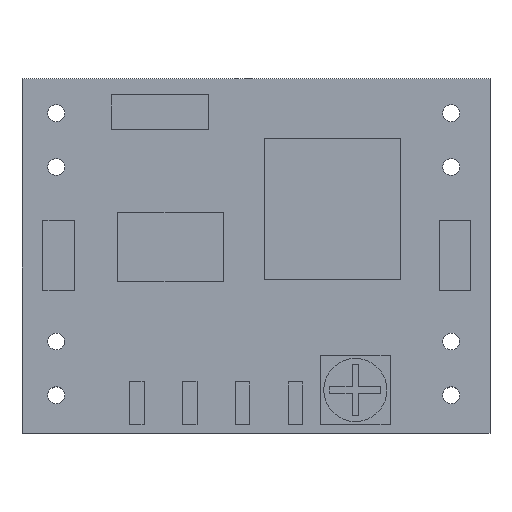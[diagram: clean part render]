
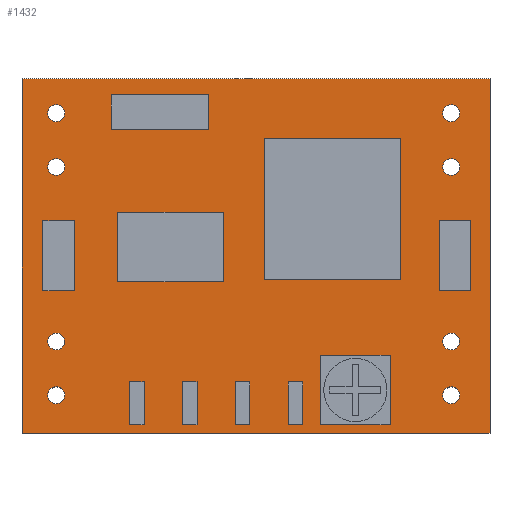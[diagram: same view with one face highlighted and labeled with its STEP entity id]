
A CAD part, top view. The second image highlights one B-rep face of the part: STEP entity #1432.
In plain terms, the highlighted planar face has unit normal (0, 0, 1).
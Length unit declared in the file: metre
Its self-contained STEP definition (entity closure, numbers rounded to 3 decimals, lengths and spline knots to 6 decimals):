
#10=CIRCLE('',#1643,0.0004);
#12=CIRCLE('',#1646,0.0004);
#14=CIRCLE('',#1649,0.0004);
#16=CIRCLE('',#1652,0.0004);
#18=CIRCLE('',#1655,0.0004);
#20=CIRCLE('',#1658,0.0004);
#22=CIRCLE('',#1661,0.0004);
#24=CIRCLE('',#1665,0.0004);
#188=ORIENTED_EDGE('',*,*,#482,.F.);
#189=ORIENTED_EDGE('',*,*,#486,.T.);
#190=ORIENTED_EDGE('',*,*,#489,.T.);
#191=ORIENTED_EDGE('',*,*,#505,.F.);
#192=ORIENTED_EDGE('',*,*,#502,.F.);
#193=ORIENTED_EDGE('',*,*,#500,.F.);
#194=ORIENTED_EDGE('',*,*,#498,.F.);
#195=ORIENTED_EDGE('',*,*,#496,.F.);
#196=ORIENTED_EDGE('',*,*,#494,.F.);
#197=ORIENTED_EDGE('',*,*,#492,.F.);
#198=ORIENTED_EDGE('',*,*,#490,.F.);
#199=ORIENTED_EDGE('',*,*,#506,.F.);
#482=EDGE_CURVE('',#652,#653,#798,.T.);
#486=EDGE_CURVE('',#652,#655,#802,.T.);
#489=EDGE_CURVE('',#655,#657,#805,.T.);
#490=EDGE_CURVE('',#658,#658,#10,.T.);
#492=EDGE_CURVE('',#660,#660,#12,.T.);
#494=EDGE_CURVE('',#662,#662,#14,.T.);
#496=EDGE_CURVE('',#664,#664,#16,.T.);
#498=EDGE_CURVE('',#666,#666,#18,.T.);
#500=EDGE_CURVE('',#668,#668,#20,.T.);
#502=EDGE_CURVE('',#670,#670,#22,.T.);
#505=EDGE_CURVE('',#653,#657,#807,.T.);
#506=EDGE_CURVE('',#672,#672,#24,.T.);
#652=VERTEX_POINT('',#2246);
#653=VERTEX_POINT('',#2248);
#655=VERTEX_POINT('',#2254);
#657=VERTEX_POINT('',#2260);
#658=VERTEX_POINT('',#2264);
#660=VERTEX_POINT('',#2269);
#662=VERTEX_POINT('',#2274);
#664=VERTEX_POINT('',#2279);
#666=VERTEX_POINT('',#2284);
#668=VERTEX_POINT('',#2289);
#670=VERTEX_POINT('',#2294);
#672=VERTEX_POINT('',#2302);
#798=LINE('',#2247,#966);
#802=LINE('',#2255,#970);
#805=LINE('',#2261,#973);
#807=LINE('',#2299,#975);
#966=VECTOR('',#1838,1.);
#970=VECTOR('',#1844,1.);
#973=VECTOR('',#1849,1.);
#975=VECTOR('',#1895,1.);
#1128=EDGE_LOOP('',(#188,#189,#190,#191));
#1129=EDGE_LOOP('',(#192));
#1130=EDGE_LOOP('',(#193));
#1131=EDGE_LOOP('',(#194));
#1132=EDGE_LOOP('',(#195));
#1133=EDGE_LOOP('',(#196));
#1134=EDGE_LOOP('',(#197));
#1135=EDGE_LOOP('',(#198));
#1136=EDGE_LOOP('',(#199));
#1244=FACE_BOUND('',#1128,.T.);
#1245=FACE_BOUND('',#1129,.T.);
#1246=FACE_BOUND('',#1130,.T.);
#1247=FACE_BOUND('',#1131,.T.);
#1248=FACE_BOUND('',#1132,.T.);
#1249=FACE_BOUND('',#1133,.T.);
#1250=FACE_BOUND('',#1134,.T.);
#1251=FACE_BOUND('',#1135,.T.);
#1252=FACE_BOUND('',#1136,.T.);
#1344=PLANE('',#1667);
#1432=ADVANCED_FACE('',(#1244,#1245,#1246,#1247,#1248,#1249,#1250,#1251,
#1252),#1344,.T.);
#1643=AXIS2_PLACEMENT_3D('',#2263,#1852,#1853);
#1646=AXIS2_PLACEMENT_3D('',#2268,#1858,#1859);
#1649=AXIS2_PLACEMENT_3D('',#2273,#1864,#1865);
#1652=AXIS2_PLACEMENT_3D('',#2278,#1870,#1871);
#1655=AXIS2_PLACEMENT_3D('',#2283,#1876,#1877);
#1658=AXIS2_PLACEMENT_3D('',#2288,#1882,#1883);
#1661=AXIS2_PLACEMENT_3D('',#2293,#1888,#1889);
#1665=AXIS2_PLACEMENT_3D('',#2301,#1898,#1899);
#1667=AXIS2_PLACEMENT_3D('',#2305,#1902,#1903);
#1838=DIRECTION('',(0.,1.,0.));
#1844=DIRECTION('',(1.,0.,0.));
#1849=DIRECTION('',(0.,1.,0.));
#1852=DIRECTION('',(0.,0.,1.));
#1853=DIRECTION('',(1.,0.,0.));
#1858=DIRECTION('',(0.,0.,1.));
#1859=DIRECTION('',(1.,0.,0.));
#1864=DIRECTION('',(0.,0.,1.));
#1865=DIRECTION('',(1.,0.,0.));
#1870=DIRECTION('',(0.,0.,1.));
#1871=DIRECTION('',(1.,0.,0.));
#1876=DIRECTION('',(0.,0.,1.));
#1877=DIRECTION('',(1.,0.,0.));
#1882=DIRECTION('',(0.,0.,1.));
#1883=DIRECTION('',(1.,0.,0.));
#1888=DIRECTION('',(0.,0.,1.));
#1889=DIRECTION('',(1.,0.,0.));
#1895=DIRECTION('',(1.,0.,0.));
#1898=DIRECTION('',(0.,0.,1.));
#1899=DIRECTION('',(1.,0.,0.));
#1902=DIRECTION('',(0.,0.,1.));
#1903=DIRECTION('',(1.,0.,0.));
#2246=CARTESIAN_POINT('',(0.,0.,0.0016));
#2247=CARTESIAN_POINT('',(0.,0.00838,0.0016));
#2248=CARTESIAN_POINT('',(0.,0.01676,0.0016));
#2254=CARTESIAN_POINT('',(0.0221,0.,0.0016));
#2255=CARTESIAN_POINT('',(0.01105,0.,0.0016));
#2260=CARTESIAN_POINT('',(0.0221,0.01676,0.0016));
#2261=CARTESIAN_POINT('',(0.0221,0.00838,0.0016));
#2263=CARTESIAN_POINT('',(0.02027,0.00434,0.0016));
#2264=CARTESIAN_POINT('',(0.02067,0.00434,0.0016));
#2268=CARTESIAN_POINT('',(0.02027,0.01258,0.0016));
#2269=CARTESIAN_POINT('',(0.02067,0.01258,0.0016));
#2273=CARTESIAN_POINT('',(0.02027,0.01512,0.0016));
#2274=CARTESIAN_POINT('',(0.02067,0.01512,0.0016));
#2278=CARTESIAN_POINT('',(0.00162,0.01512,0.0016));
#2279=CARTESIAN_POINT('',(0.00202,0.01512,0.0016));
#2283=CARTESIAN_POINT('',(0.00162,0.01258,0.0016));
#2284=CARTESIAN_POINT('',(0.00202,0.01258,0.0016));
#2288=CARTESIAN_POINT('',(0.00162,0.00434,0.0016));
#2289=CARTESIAN_POINT('',(0.00202,0.00434,0.0016));
#2293=CARTESIAN_POINT('',(0.00162,0.0018,0.0016));
#2294=CARTESIAN_POINT('',(0.00202,0.0018,0.0016));
#2299=CARTESIAN_POINT('',(0.01105,0.01676,0.0016));
#2301=CARTESIAN_POINT('',(0.02027,0.0018,0.0016));
#2302=CARTESIAN_POINT('',(0.02067,0.0018,0.0016));
#2305=CARTESIAN_POINT('',(0.01105,0.00838,0.0016));
